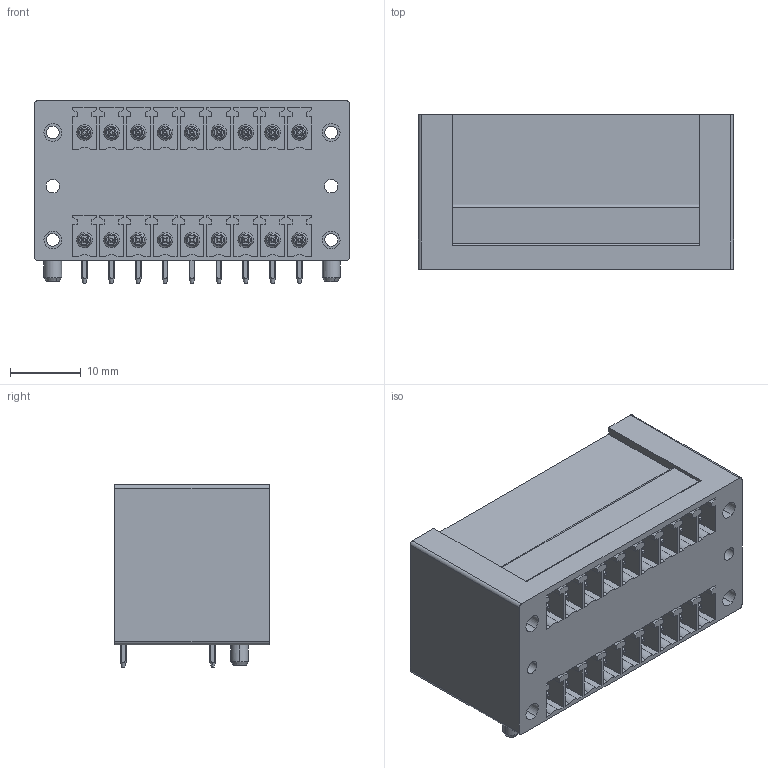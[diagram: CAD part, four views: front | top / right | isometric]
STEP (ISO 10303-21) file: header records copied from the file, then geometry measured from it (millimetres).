
FILE_DESCRIPTION(('CATIA V5 STEP Exchange','CAx-IF Rec.Pracs.--- Model Styling and Organization---1.2---2011-12-15'),'2;1');
FILE_NAME ('D1460814_0_1973650000_1973650000.stp','2018-09-29T08:00:21+00:00',('none'),('Weidmueller'),'CATIA Version 5-6 Release 2014','CATIA V5 STEP AP214','none');
FILE_SCHEMA(('AUTOMOTIVE_DESIGN { 1 0 10303 214 1 1 1 1 }'));
Length unit declared in the file: millimetre
Products named in the file (1): 1973650000
Bounding box: 44.68 x 21.9 x 25.9 mm (x, y, z)
Volume: 19118 mm3; surface area: 10867.3 mm2
Topology: 21 solids, 21 shells, 1206 faces, 3282 edges, 2158 vertices
Faces by surface type: plane 758, cylinder 300, cone 112, torus 36
Entity records: 36618 total; most frequent: CARTESIAN_POINT 10006, ORIENTED_EDGE 6564, DIRECTION 3718, EDGE_CURVE 3282, VECTOR 2242, LINE 2242, VERTEX_POINT 2158, EDGE_LOOP 1294
